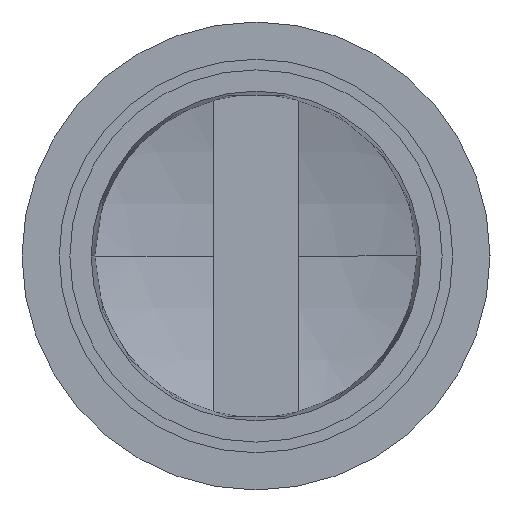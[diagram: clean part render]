
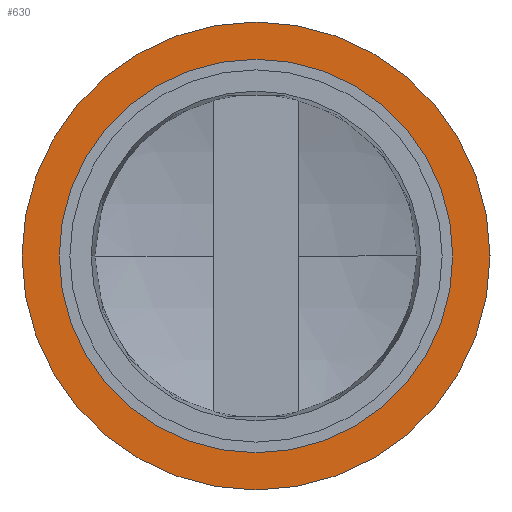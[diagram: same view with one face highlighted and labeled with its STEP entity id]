
A CAD part, front view. The second image highlights one B-rep face of the part: STEP entity #630.
In plain terms, the highlighted planar face has unit normal (0, -1, 0).
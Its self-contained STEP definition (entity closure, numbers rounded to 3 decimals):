
#37 = VERTEX_POINT ( 'NONE', #477 ) ;
#49 = DIRECTION ( 'NONE',  ( -1., 0., 0. ) ) ;
#57 = AXIS2_PLACEMENT_3D ( 'NONE', #679, #687, #321 ) ;
#113 = DIRECTION ( 'NONE',  ( 1., 0., 0. ) ) ;
#116 = PLANE ( 'NONE',  #708 ) ;
#127 = VERTEX_POINT ( 'NONE', #296 ) ;
#166 = CIRCLE ( 'NONE', #57, 18.5 ) ;
#211 = EDGE_LOOP ( 'NONE', ( #301, #385 ) ) ;
#213 = EDGE_LOOP ( 'NONE', ( #540, #673 ) ) ;
#244 = CARTESIAN_POINT ( 'NONE',  ( 0., -1.5, 0. ) ) ;
#258 = CIRCLE ( 'NONE', #288, 22. ) ;
#274 = EDGE_CURVE ( 'NONE', #37, #624, #258, .T. ) ;
#288 = AXIS2_PLACEMENT_3D ( 'NONE', #244, #461, #653 ) ;
#294 = DIRECTION ( 'NONE',  ( 0., -1., 0. ) ) ;
#296 = CARTESIAN_POINT ( 'NONE',  ( 18.5, -1.5, 0. ) ) ;
#301 = ORIENTED_EDGE ( 'NONE', *, *, #482, .F. ) ;
#321 = DIRECTION ( 'NONE',  ( -1., 0., 0. ) ) ;
#332 = FACE_BOUND ( 'NONE', #213, .T. ) ;
#333 = DIRECTION ( 'NONE',  ( -1., 0., 0. ) ) ;
#346 = CARTESIAN_POINT ( 'NONE',  ( 0., -1.5, 0. ) ) ;
#373 = CIRCLE ( 'NONE', #543, 22. ) ;
#385 = ORIENTED_EDGE ( 'NONE', *, *, #274, .F. ) ;
#394 = CARTESIAN_POINT ( 'NONE',  ( -18.5, -1.5, 0. ) ) ;
#407 = CARTESIAN_POINT ( 'NONE',  ( -22., -1.5, 0. ) ) ;
#452 = VERTEX_POINT ( 'NONE', #394 ) ;
#457 = CARTESIAN_POINT ( 'NONE',  ( -18.5, -1.5, 0. ) ) ;
#461 = DIRECTION ( 'NONE',  ( 0., 1., 0. ) ) ;
#477 = CARTESIAN_POINT ( 'NONE',  ( 22., -1.5, 0. ) ) ;
#482 = EDGE_CURVE ( 'NONE', #624, #37, #373, .T. ) ;
#512 = FACE_OUTER_BOUND ( 'NONE', #211, .T. ) ;
#540 = ORIENTED_EDGE ( 'NONE', *, *, #598, .T. ) ;
#543 = AXIS2_PLACEMENT_3D ( 'NONE', #758, #692, #333 ) ;
#598 = EDGE_CURVE ( 'NONE', #452, #127, #767, .T. ) ;
#624 = VERTEX_POINT ( 'NONE', #407 ) ;
#630 = ADVANCED_FACE ( 'NONE', ( #332, #512 ), #116, .T. ) ;
#653 = DIRECTION ( 'NONE',  ( -1., 0., 0. ) ) ;
#654 = DIRECTION ( 'NONE',  ( 0., 1., 0. ) ) ;
#673 = ORIENTED_EDGE ( 'NONE', *, *, #734, .T. ) ;
#679 = CARTESIAN_POINT ( 'NONE',  ( 0., -1.5, 0. ) ) ;
#687 = DIRECTION ( 'NONE',  ( 0., 1., 0. ) ) ;
#692 = DIRECTION ( 'NONE',  ( 0., 1., 0. ) ) ;
#708 = AXIS2_PLACEMENT_3D ( 'NONE', #457, #294, #113 ) ;
#734 = EDGE_CURVE ( 'NONE', #127, #452, #166, .T. ) ;
#748 = AXIS2_PLACEMENT_3D ( 'NONE', #346, #654, #49 ) ;
#758 = CARTESIAN_POINT ( 'NONE',  ( 0., -1.5, 0. ) ) ;
#767 = CIRCLE ( 'NONE', #748, 18.5 ) ;
